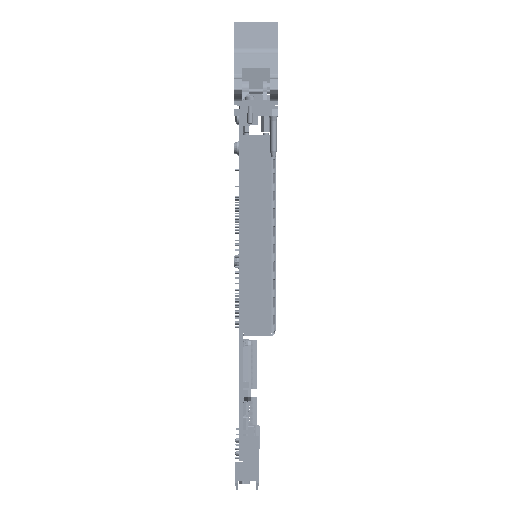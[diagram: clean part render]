
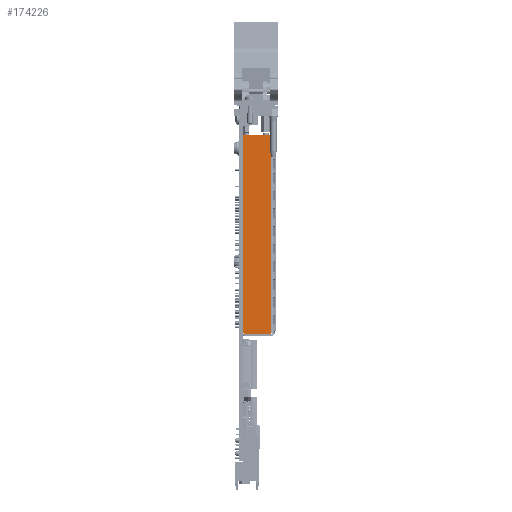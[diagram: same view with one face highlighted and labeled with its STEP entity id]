
A CAD part, front view. The second image highlights one B-rep face of the part: STEP entity #174226.
In plain terms, the highlighted planar face has unit normal (0, -1, 0).
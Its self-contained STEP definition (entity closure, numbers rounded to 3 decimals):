
#12353 = CARTESIAN_POINT ( 'NONE',  ( -47.613, -26.742, -99.799 ) ) ;
#12406 = CARTESIAN_POINT ( 'NONE',  ( -34.613, -26.742, -9.87 ) ) ;
#12519 = CARTESIAN_POINT ( 'NONE',  ( -47.613, -26.742, -10.87 ) ) ;
#12540 = CARTESIAN_POINT ( 'NONE',  ( -34.613, -26.742, -100.799 ) ) ;
#12550 = CARTESIAN_POINT ( 'NONE',  ( -46.613, -26.742, -100.799 ) ) ;
#12573 = CARTESIAN_POINT ( 'NONE',  ( -46.613, -26.742, -9.87 ) ) ;
#30879 = EDGE_LOOP ( 'NONE', ( #114919, #114926, #114931, #114937, #114943, #114949 ) ) ;
#34770 = VERTEX_POINT ( 'NONE', #12353 ) ;
#34811 = VERTEX_POINT ( 'NONE', #12406 ) ;
#34881 = VERTEX_POINT ( 'NONE', #12519 ) ;
#34894 = VERTEX_POINT ( 'NONE', #12540 ) ;
#34900 = VERTEX_POINT ( 'NONE', #12550 ) ;
#34913 = VERTEX_POINT ( 'NONE', #12573 ) ;
#64394 = FACE_OUTER_BOUND ( 'NONE', #30879, .T. ) ;
#85102 = PLANE ( 'NONE',  #188586 ) ;
#85155 = CARTESIAN_POINT ( 'NONE',  ( -33.613, -26.742, -9.87 ) ) ;
#85157 = DIRECTION ( 'NONE',  ( 0., 1., 0. ) ) ;
#85161 = DIRECTION ( 'NONE',  ( -1., 0., 0. ) ) ;
#108106 = EDGE_CURVE ( 'NONE', #34881, #34770, #123541, .T. ) ;
#108109 = EDGE_CURVE ( 'NONE', #34770, #34900, #123532, .T. ) ;
#108112 = EDGE_CURVE ( 'NONE', #34894, #34900, #123552, .T. ) ;
#108115 = EDGE_CURVE ( 'NONE', #34811, #34894, #123548, .T. ) ;
#108118 = EDGE_CURVE ( 'NONE', #34811, #34913, #123554, .T. ) ;
#108119 = EDGE_CURVE ( 'NONE', #34913, #34881, #123566, .T. ) ;
#114919 = ORIENTED_EDGE ( 'NONE', *, *, #108106, .T. ) ;
#114926 = ORIENTED_EDGE ( 'NONE', *, *, #108109, .T. ) ;
#114931 = ORIENTED_EDGE ( 'NONE', *, *, #108112, .F. ) ;
#114937 = ORIENTED_EDGE ( 'NONE', *, *, #108115, .F. ) ;
#114943 = ORIENTED_EDGE ( 'NONE', *, *, #108118, .T. ) ;
#114949 = ORIENTED_EDGE ( 'NONE', *, *, #108119, .T. ) ;
#123532 = CIRCLE ( 'NONE', #213020, 1. ) ;
#123541 = LINE ( 'NONE', #252921, #123550 ) ;
#123548 = LINE ( 'NONE', #252934, #123563 ) ;
#123550 = VECTOR ( 'NONE', #252925, 1000. ) ;
#123552 = LINE ( 'NONE', #252923, #123557 ) ;
#123554 = LINE ( 'NONE', #252931, #123569 ) ;
#123557 = VECTOR ( 'NONE', #252875, 1000. ) ;
#123563 = VECTOR ( 'NONE', #252949, 1000. ) ;
#123566 = CIRCLE ( 'NONE', #213021, 1. ) ;
#123569 = VECTOR ( 'NONE', #252957, 1000. ) ;
#174226 = ADVANCED_FACE ( 'NONE', ( #64394 ), #85102, .F. ) ;
#188586 = AXIS2_PLACEMENT_3D ( 'NONE', #85155, #85157, #85161 ) ;
#213020 = AXIS2_PLACEMENT_3D ( 'NONE', #252937, #252940, #252943 ) ;
#213021 = AXIS2_PLACEMENT_3D ( 'NONE', #252971, #252974, #252978 ) ;
#252875 = DIRECTION ( 'NONE',  ( -1., 0., 0. ) ) ;
#252921 = CARTESIAN_POINT ( 'NONE',  ( -47.613, -26.742, -9.87 ) ) ;
#252923 = CARTESIAN_POINT ( 'NONE',  ( -34.613, -26.742, -100.799 ) ) ;
#252925 = DIRECTION ( 'NONE',  ( 0., 0., -1. ) ) ;
#252931 = CARTESIAN_POINT ( 'NONE',  ( -33.613, -26.742, -9.87 ) ) ;
#252934 = CARTESIAN_POINT ( 'NONE',  ( -34.613, -26.742, -101.87 ) ) ;
#252937 = CARTESIAN_POINT ( 'NONE',  ( -46.613, -26.742, -99.799 ) ) ;
#252940 = DIRECTION ( 'NONE',  ( 0., -1., 0. ) ) ;
#252943 = DIRECTION ( 'NONE',  ( -1., 0., 0. ) ) ;
#252949 = DIRECTION ( 'NONE',  ( 0., 0., -1. ) ) ;
#252957 = DIRECTION ( 'NONE',  ( -1., 0., 0. ) ) ;
#252971 = CARTESIAN_POINT ( 'NONE',  ( -46.613, -26.742, -10.87 ) ) ;
#252974 = DIRECTION ( 'NONE',  ( 0., -1., 0. ) ) ;
#252978 = DIRECTION ( 'NONE',  ( -1., 0., 0. ) ) ;
